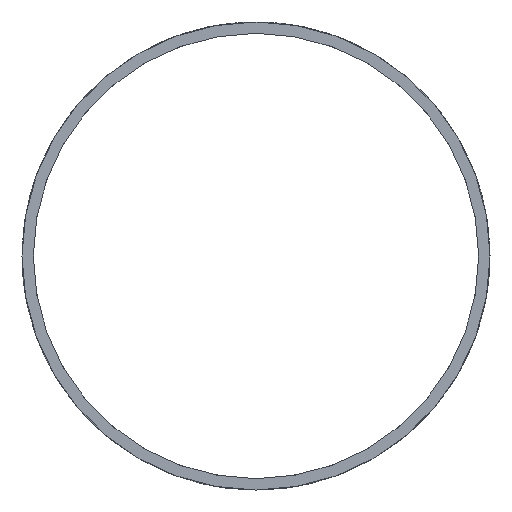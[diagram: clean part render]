
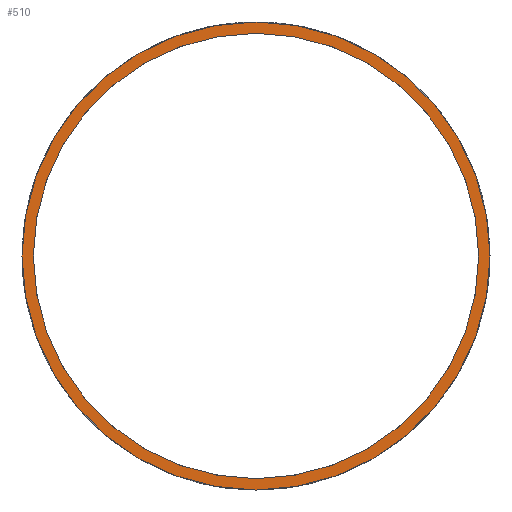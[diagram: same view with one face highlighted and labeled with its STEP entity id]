
A CAD part, left-side view. The second image highlights one B-rep face of the part: STEP entity #510.
In plain terms, the highlighted planar face has unit normal (-1, 0, 0).
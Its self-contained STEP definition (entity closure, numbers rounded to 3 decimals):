
#211 = CARTESIAN_POINT ( 'NONE',  ( -37., 0., 0. ) ) ;
#510 = ADVANCED_FACE ( 'NONE', ( #2251, #3135 ), #6825, .F. ) ;
#835 = CARTESIAN_POINT ( 'NONE',  ( -37., 0., -29.375 ) ) ;
#857 = DIRECTION ( 'NONE',  ( 1., 0., 0. ) ) ;
#1289 = ORIENTED_EDGE ( 'NONE', *, *, #12985, .T. ) ;
#1494 = VERTEX_POINT ( 'NONE', #8116 ) ;
#1918 = DIRECTION ( 'NONE',  ( 1., 0., 0. ) ) ;
#2186 = VERTEX_POINT ( 'NONE', #8983 ) ;
#2251 = FACE_BOUND ( 'NONE', #13204, .T. ) ;
#2746 = AXIS2_PLACEMENT_3D ( 'NONE', #10021, #1918, #6649 ) ;
#3135 = FACE_OUTER_BOUND ( 'NONE', #13543, .T. ) ;
#3635 = EDGE_CURVE ( 'NONE', #1494, #4889, #5802, .T. ) ;
#4444 = CIRCLE ( 'NONE', #7553, 29.375 ) ;
#4889 = VERTEX_POINT ( 'NONE', #7937 ) ;
#5428 = DIRECTION ( 'NONE',  ( 0., 0., -1. ) ) ;
#5802 = CIRCLE ( 'NONE', #14393, 30.875 ) ;
#6649 = DIRECTION ( 'NONE',  ( 0., 0., -1. ) ) ;
#6825 = PLANE ( 'NONE',  #12357 ) ;
#7192 = AXIS2_PLACEMENT_3D ( 'NONE', #211, #10710, #11607 ) ;
#7460 = EDGE_CURVE ( 'NONE', #4889, #1494, #12897, .T. ) ;
#7553 = AXIS2_PLACEMENT_3D ( 'NONE', #11126, #857, #5428 ) ;
#7937 = CARTESIAN_POINT ( 'NONE',  ( -37., 0., 30.875 ) ) ;
#8116 = CARTESIAN_POINT ( 'NONE',  ( -37., 0., -30.875 ) ) ;
#8164 = VERTEX_POINT ( 'NONE', #835 ) ;
#8983 = CARTESIAN_POINT ( 'NONE',  ( -37., 0., 29.375 ) ) ;
#9469 = DIRECTION ( 'NONE',  ( 1., 0., 0. ) ) ;
#10021 = CARTESIAN_POINT ( 'NONE',  ( -37., 0., 0. ) ) ;
#10336 = ORIENTED_EDGE ( 'NONE', *, *, #3635, .F. ) ;
#10710 = DIRECTION ( 'NONE',  ( 1., 0., 0. ) ) ;
#10953 = ORIENTED_EDGE ( 'NONE', *, *, #7460, .F. ) ;
#11126 = CARTESIAN_POINT ( 'NONE',  ( -37., 0., 0. ) ) ;
#11391 = CARTESIAN_POINT ( 'NONE',  ( -37., 0., 0. ) ) ;
#11607 = DIRECTION ( 'NONE',  ( 0., 0., -1. ) ) ;
#12284 = DIRECTION ( 'NONE',  ( 1., 0., 0. ) ) ;
#12357 = AXIS2_PLACEMENT_3D ( 'NONE', #11391, #12284, #13329 ) ;
#12897 = CIRCLE ( 'NONE', #7192, 30.875 ) ;
#12969 = DIRECTION ( 'NONE',  ( 0., 0., -1. ) ) ;
#12985 = EDGE_CURVE ( 'NONE', #2186, #8164, #13751, .T. ) ;
#13204 = EDGE_LOOP ( 'NONE', ( #1289, #13903 ) ) ;
#13329 = DIRECTION ( 'NONE',  ( 0., 0., -1. ) ) ;
#13526 = EDGE_CURVE ( 'NONE', #8164, #2186, #4444, .T. ) ;
#13543 = EDGE_LOOP ( 'NONE', ( #10953, #10336 ) ) ;
#13751 = CIRCLE ( 'NONE', #2746, 29.375 ) ;
#13903 = ORIENTED_EDGE ( 'NONE', *, *, #13526, .T. ) ;
#14017 = CARTESIAN_POINT ( 'NONE',  ( -37., 0., 0. ) ) ;
#14393 = AXIS2_PLACEMENT_3D ( 'NONE', #14017, #9469, #12969 ) ;
